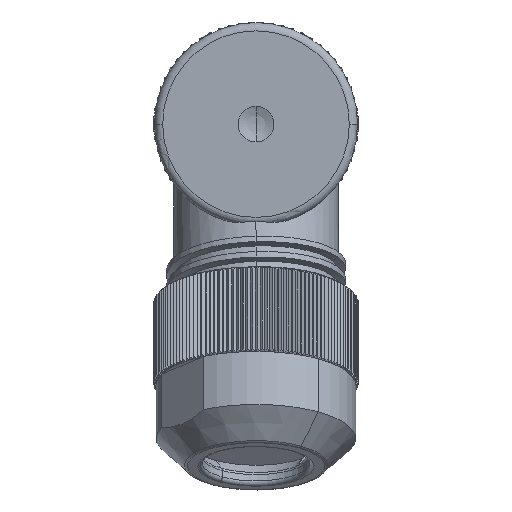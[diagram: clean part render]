
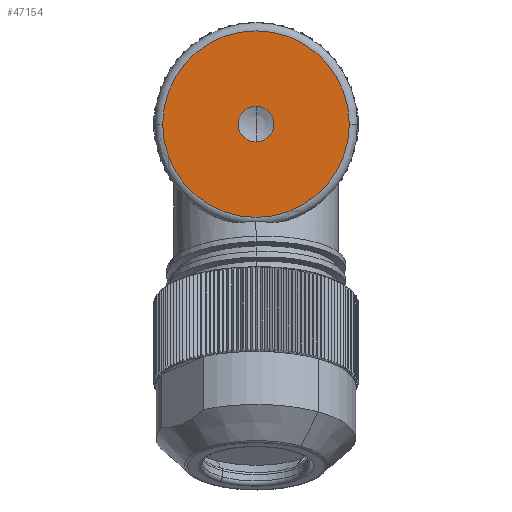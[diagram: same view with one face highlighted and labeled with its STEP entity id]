
A CAD part, left-side view. The second image highlights one B-rep face of the part: STEP entity #47154.
In plain terms, the highlighted planar face has unit normal (-1, 0, 0).
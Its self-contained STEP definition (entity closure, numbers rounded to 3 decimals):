
#24384=CARTESIAN_POINT('',(-15.2,0.,0.));
#24385=DIRECTION('',(-1.,0.,0.));
#24386=DIRECTION('',(0.,1.,0.));
#24387=AXIS2_PLACEMENT_3D('',#24384,#24385,#24386);
#24392=CARTESIAN_POINT('',(-15.2,0.,0.));
#24393=DIRECTION('',(-1.,0.,0.));
#24394=DIRECTION('',(0.,-1.,0.));
#24395=AXIS2_PLACEMENT_3D('',#24392,#24393,#24394);
#24400=CARTESIAN_POINT('',(-15.2,0.,0.));
#24401=DIRECTION('',(1.,0.,0.));
#24402=DIRECTION('',(0.,0.,-1.));
#24403=AXIS2_PLACEMENT_3D('',#24400,#24401,#24402);
#24408=CARTESIAN_POINT('',(-15.2,0.,0.));
#24409=DIRECTION('',(1.,0.,0.));
#24410=DIRECTION('',(0.,0.,1.));
#24411=AXIS2_PLACEMENT_3D('',#24408,#24409,#24410);
#24416=CARTESIAN_POINT('',(-15.2,0.,0.));
#24417=DIRECTION('',(1.,0.,0.));
#24418=DIRECTION('',(0.,1.,0.));
#24419=AXIS2_PLACEMENT_3D('',#24416,#24417,#24418);
#25987=CARTESIAN_POINT('',(-15.2,-11.4,0.));
#25989=VERTEX_POINT('',#25987);
#25993=CARTESIAN_POINT('',(-15.2,11.4,0.));
#25994=VERTEX_POINT('',#25993);
#25996=CARTESIAN_POINT('',(-15.2,0.,-2.179));
#25998=VERTEX_POINT('',#25996);
#25999=CARTESIAN_POINT('',(-15.2,0.,2.179));
#26000=VERTEX_POINT('',#25999);
#26122=CARTESIAN_POINT('',(-15.2,2.179,0.));
#26123=VERTEX_POINT('',#26122);
#47137=CARTESIAN_POINT('',(-15.2,0.,2.179));
#47138=DIRECTION('',(-1.,0.,0.));
#47139=DIRECTION('',(0.,0.,1.));
#47140=AXIS2_PLACEMENT_3D('',#47137,#47138,#47139);
#47141=PLANE('',#47140);
#47142=ORIENTED_EDGE('',*,*,#47118,.F.);
#47143=ORIENTED_EDGE('',*,*,#47129,.F.);
#47144=EDGE_LOOP('',(#47142,#47143));
#47145=FACE_OUTER_BOUND('',#47144,.F.);
#47147=ORIENTED_EDGE('',*,*,#47146,.F.);
#47149=ORIENTED_EDGE('',*,*,#47148,.F.);
#47151=ORIENTED_EDGE('',*,*,#47150,.F.);
#47152=EDGE_LOOP('',(#47147,#47149,#47151));
#47153=FACE_BOUND('',#47152,.F.);
#47154=ADVANCED_FACE('',(#47145,#47153),#47141,.T.);
#24388=CIRCLE('',#24387,11.4);
#24396=CIRCLE('',#24395,11.4);
#24404=CIRCLE('',#24403,2.179);
#24412=CIRCLE('',#24411,2.179);
#24420=CIRCLE('',#24419,2.179);
#47118=EDGE_CURVE('',#25994,#25989,#24388,.T.);
#47129=EDGE_CURVE('',#25989,#25994,#24396,.T.);
#47146=EDGE_CURVE('',#25998,#26123,#24404,.T.);
#47148=EDGE_CURVE('',#26000,#25998,#24412,.T.);
#47150=EDGE_CURVE('',#26123,#26000,#24420,.T.);
